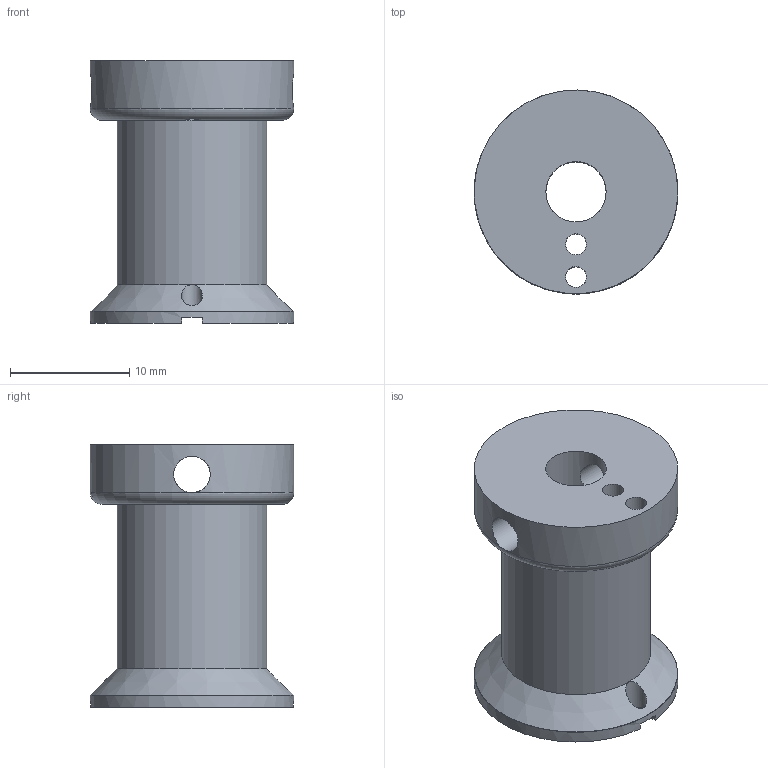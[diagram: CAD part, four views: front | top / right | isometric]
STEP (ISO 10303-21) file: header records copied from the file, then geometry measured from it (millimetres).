
FILE_DESCRIPTION((''),'2;1');
FILE_NAME('PULLEY.ipt.step','2013-11-27T00:13:19',(''),(''),'Autodesk Inventor 2013','Autodesk Inventor 2013','');
FILE_SCHEMA(('AUTOMOTIVE_DESIGN { 1 0 10303 214 1 1 1 1 }'));
Length unit declared in the file: millimetre
Products named in the file (1): PULLEY
Bounding box: 17.05 x 17.05 x 22 mm (x, y, z)
Volume: 2825.2 mm3; surface area: 2095.3 mm2
Topology: 1 solids, 1 shells, 24 faces, 77 edges, 49 vertices
Faces by surface type: plane 13, cylinder 9, torus 1, cone 1
Full cylindrical faces by diameter (mm): 1.75 x3, 3.05 x2, 5.05 x1, 12.5 x1, 17.05 x2
Entity records: 926 total; most frequent: CARTESIAN_POINT 318, DIRECTION 120, ORIENTED_EDGE 110, EDGE_CURVE 55, AXIS2_PLACEMENT_3D 50, EDGE_LOOP 41, VERTEX_POINT 38, CIRCLE 25
